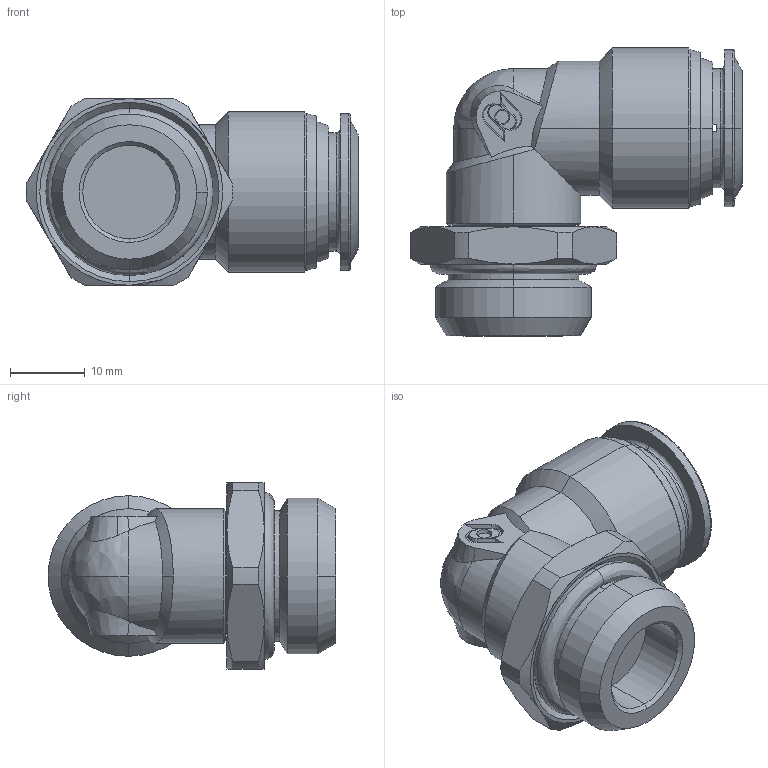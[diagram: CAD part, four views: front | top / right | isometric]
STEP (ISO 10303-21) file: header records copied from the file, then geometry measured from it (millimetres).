
FILE_DESCRIPTION (( 'STEP AP214' ), '1' );
FILE_NAME ('PL14-G04_ME.STEP', '2018-09-03T13:49:01', ( '' ), ( '' ), 'SwSTEP 2.0', 'SolidWorks 2018', '' );
FILE_SCHEMA (( 'AUTOMOTIVE_DESIGN' ));
Length unit declared in the file: millimetre
Products named in the file (1): PL14-G04_ME
Bounding box: 44.45 x 38.55 x 25 mm (x, y, z)
Volume: 15847 mm3; surface area: 6471 mm2
Topology: 2 solids, 2 shells, 170 faces, 408 edges, 253 vertices
Faces by surface type: cone 58, plane 55, cylinder 35, bspline 22
Entity records: 6493 total; most frequent: CARTESIAN_POINT 2582, ORIENTED_EDGE 812, DIRECTION 777, EDGE_CURVE 406, AXIS2_PLACEMENT_3D 312, VERTEX_POINT 253, EDGE_LOOP 189, FACE_OUTER_BOUND 170
